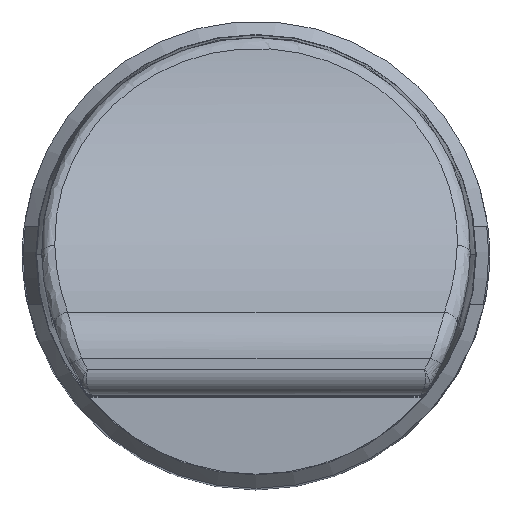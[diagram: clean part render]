
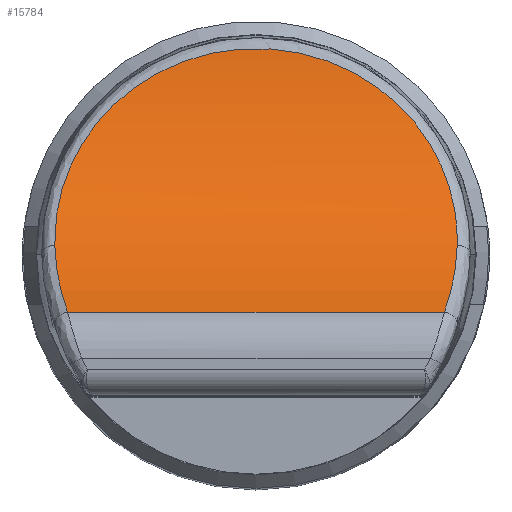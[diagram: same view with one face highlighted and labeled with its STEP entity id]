
A CAD part, top view. The second image highlights one B-rep face of the part: STEP entity #15784.
In plain terms, the highlighted cylindrical face has radius 14 mm (diameter 28 mm), a partial arc.
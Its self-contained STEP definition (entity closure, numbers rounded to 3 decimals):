
#4647=CARTESIAN_POINT('',(7.701,0.348,68.955));
#4648=CARTESIAN_POINT('',(7.696,0.17,69.128));
#4649=CARTESIAN_POINT('',(7.675,-0.188,
69.494));
#4650=CARTESIAN_POINT('',(7.605,-0.725,
70.108));
#4651=CARTESIAN_POINT('',(7.5,-1.252,70.791));
#4652=CARTESIAN_POINT('',(7.365,-1.758,71.54));
#4653=CARTESIAN_POINT('',(7.263,-2.071,72.073));
#4654=CARTESIAN_POINT('',(7.209,-2.22,72.35));
#4656=DIRECTION('',(1.,0.,0.));
#4657=VECTOR('',#4656,14.418);
#4658=CARTESIAN_POINT('',(-7.209,-2.22,
72.35));
#4659=LINE('',#4658,#4657);
#4660=CARTESIAN_POINT('',(-7.209,-2.22,
72.35));
#4661=CARTESIAN_POINT('',(-7.263,-2.07,
72.073));
#4662=CARTESIAN_POINT('',(-7.366,-1.758,
71.539));
#4663=CARTESIAN_POINT('',(-7.5,-1.252,
70.79));
#4664=CARTESIAN_POINT('',(-7.605,-0.725,
70.108));
#4665=CARTESIAN_POINT('',(-7.675,-0.188,
69.494));
#4666=CARTESIAN_POINT('',(-7.696,0.17,
69.128));
#4667=CARTESIAN_POINT('',(-7.701,0.348,
68.955));
#4669=CARTESIAN_POINT('',(-7.701,0.348,
68.955));
#4670=CARTESIAN_POINT('',(-7.706,0.54,
68.769));
#4671=CARTESIAN_POINT('',(-7.7,0.924,
68.418));
#4672=CARTESIAN_POINT('',(-7.645,1.491,67.952));
#4673=CARTESIAN_POINT('',(-7.544,2.048,67.541));
#4674=CARTESIAN_POINT('',(-7.4,2.594,67.177));
#4675=CARTESIAN_POINT('',(-7.212,3.127,66.855));
#4676=CARTESIAN_POINT('',(-6.983,3.645,66.572));
#4677=CARTESIAN_POINT('',(-6.71,4.149,66.324));
#4678=CARTESIAN_POINT('',(-6.395,4.636,66.107));
#4679=CARTESIAN_POINT('',(-6.037,5.104,65.919));
#4680=CARTESIAN_POINT('',(-5.635,5.55,65.757));
#4681=CARTESIAN_POINT('',(-5.189,5.971,65.62));
#4682=CARTESIAN_POINT('',(-4.7,6.363,65.506));
#4683=CARTESIAN_POINT('',(-4.169,6.72,65.413));
#4684=CARTESIAN_POINT('',(-3.599,7.039,65.338));
#4685=CARTESIAN_POINT('',(-2.995,7.313,65.279));
#4686=CARTESIAN_POINT('',(-2.361,7.538,65.236));
#4687=CARTESIAN_POINT('',(-1.704,7.71,65.205));
#4688=CARTESIAN_POINT('',(-1.029,7.826,65.186));
#4689=CARTESIAN_POINT('',(-0.344,7.885,
65.176));
#4690=CARTESIAN_POINT('',(0.344,7.885,65.176));
#4691=CARTESIAN_POINT('',(1.029,7.826,65.186));
#4692=CARTESIAN_POINT('',(1.704,7.71,65.205));
#4693=CARTESIAN_POINT('',(2.362,7.538,65.236));
#4694=CARTESIAN_POINT('',(2.995,7.313,65.28));
#4695=CARTESIAN_POINT('',(3.6,7.039,65.338));
#4696=CARTESIAN_POINT('',(4.169,6.72,65.413));
#4697=CARTESIAN_POINT('',(4.7,6.363,65.506));
#4698=CARTESIAN_POINT('',(5.189,5.971,65.62));
#4699=CARTESIAN_POINT('',(5.635,5.55,65.757));
#4700=CARTESIAN_POINT('',(6.037,5.103,65.919));
#4701=CARTESIAN_POINT('',(6.396,4.636,66.107));
#4702=CARTESIAN_POINT('',(6.711,4.149,66.324));
#4703=CARTESIAN_POINT('',(6.983,3.645,66.572));
#4704=CARTESIAN_POINT('',(7.213,3.126,66.855));
#4705=CARTESIAN_POINT('',(7.4,2.593,67.177));
#4706=CARTESIAN_POINT('',(7.544,2.048,67.541));
#4707=CARTESIAN_POINT('',(7.645,1.491,67.953));
#4708=CARTESIAN_POINT('',(7.7,0.923,68.418));
#4709=CARTESIAN_POINT('',(7.706,0.54,68.769));
#4710=CARTESIAN_POINT('',(7.701,0.348,68.955));
#4725=VERTEX_POINT('',#4647);
#4726=VERTEX_POINT('',#4654);
#4730=VERTEX_POINT('',#4669);
#4732=VERTEX_POINT('',#4660);
#15773=CARTESIAN_POINT('',(10.,10.1,79.));
#15774=DIRECTION('',(-1.,0.,0.));
#15775=DIRECTION('',(0.,1.,0.));
#15776=AXIS2_PLACEMENT_3D('',#15773,#15774,#15775);
#15777=CYLINDRICAL_SURFACE('',#15776,14.);
#15778=ORIENTED_EDGE('',*,*,#15753,.T.);
#15779=ORIENTED_EDGE('',*,*,#6190,.F.);
#15780=ORIENTED_EDGE('',*,*,#6298,.T.);
#15781=ORIENTED_EDGE('',*,*,#6513,.T.);
#15782=EDGE_LOOP('',(#15778,#15779,#15780,#15781));
#15783=FACE_OUTER_BOUND('',#15782,.F.);
#15784=ADVANCED_FACE('',(#15783),#15777,.F.);
#4655=B_SPLINE_CURVE_WITH_KNOTS('',3,(#4647,#4648,#4649,#4650,#4651,#4652,#4653,
#4654),.UNSPECIFIED.,.F.,.F.,(4,1,1,1,1,4),(0.,0.2,0.4,0.6,0.8,1.),
.UNSPECIFIED.);
#4668=B_SPLINE_CURVE_WITH_KNOTS('',3,(#4660,#4661,#4662,#4663,#4664,#4665,#4666,
#4667),.UNSPECIFIED.,.F.,.F.,(4,1,1,1,1,4),(0.,0.2,0.4,0.6,0.8,1.),
.UNSPECIFIED.);
#4711=B_SPLINE_CURVE_WITH_KNOTS('',3,(#4669,#4670,#4671,#4672,#4673,#4674,#4675,
#4676,#4677,#4678,#4679,#4680,#4681,#4682,#4683,#4684,#4685,#4686,#4687,#4688,
#4689,#4690,#4691,#4692,#4693,#4694,#4695,#4696,#4697,#4698,#4699,#4700,#4701,
#4702,#4703,#4704,#4705,#4706,#4707,#4708,#4709,#4710),.UNSPECIFIED.,.F.,.F.,(4,
1,1,1,1,1,1,1,1,1,1,1,1,1,1,1,1,1,1,1,1,1,1,1,1,1,1,1,1,1,1,1,1,1,1,1,1,1,1,4),(
0.,0.026,0.051,0.077,0.103,
0.128,0.154,0.179,0.205,
0.231,0.256,0.282,0.308,
0.333,0.359,0.385,0.41,
0.436,0.462,0.487,0.513,
0.538,0.564,0.59,0.615,
0.641,0.667,0.692,0.718,
0.744,0.769,0.795,0.821,
0.846,0.872,0.897,0.923,
0.949,0.974,1.),.UNSPECIFIED.);
#6190=EDGE_CURVE('',#4732,#4726,#4659,.T.);
#6298=EDGE_CURVE('',#4732,#4730,#4668,.T.);
#6513=EDGE_CURVE('',#4730,#4725,#4711,.T.);
#15753=EDGE_CURVE('',#4725,#4726,#4655,.T.);
